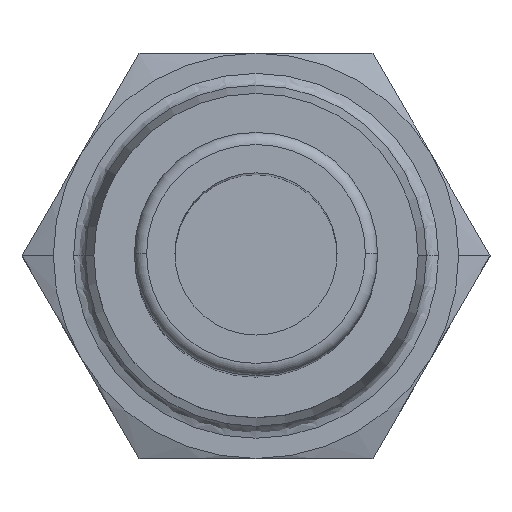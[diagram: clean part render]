
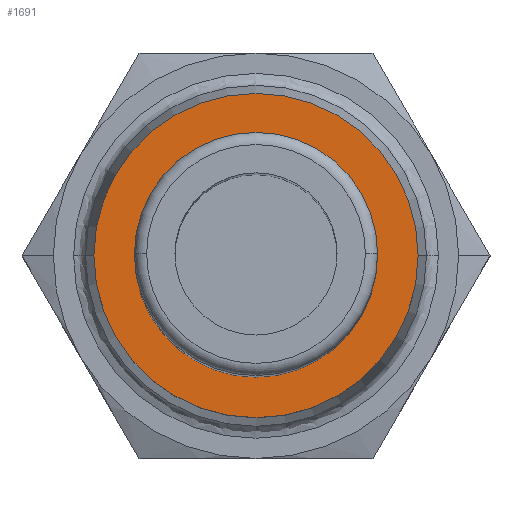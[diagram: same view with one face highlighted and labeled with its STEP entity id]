
A CAD part, top view. The second image highlights one B-rep face of the part: STEP entity #1691.
In plain terms, the highlighted planar face has unit normal (0, 0, 1).
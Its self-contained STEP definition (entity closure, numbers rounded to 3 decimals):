
#143=CARTESIAN_POINT('',(-4.0,0.0,-10.6));
#144=VERTEX_POINT('',#143);
#160=CARTESIAN_POINT('',(4.,0.,-10.6));
#161=VERTEX_POINT('',#160);
#168=CARTESIAN_POINT('',(0.,0.0,-10.6));
#169=DIRECTION('',(0.0,0.0,1.0));
#170=DIRECTION('',(-1.0,0.0,0.0));
#171=AXIS2_PLACEMENT_3D('',#168,#169,#170);
#172=CIRCLE('',#171,4.);
#173=EDGE_CURVE('',#144,#161,#172,.T.);
#183=CARTESIAN_POINT('',(-3.,0.0,-10.6));
#184=VERTEX_POINT('',#183);
#193=CARTESIAN_POINT('',(3.,0.,-10.6));
#194=VERTEX_POINT('',#193);
#195=CARTESIAN_POINT('',(0.,0.0,-10.6));
#196=DIRECTION('',(0.0,0.0,1.0));
#197=DIRECTION('',(-1.0,0.0,0.0));
#198=AXIS2_PLACEMENT_3D('',#195,#196,#197);
#199=CIRCLE('',#198,3.);
#200=EDGE_CURVE('',#184,#194,#199,.T.);
#1650=CARTESIAN_POINT('',(0.,0.0,-10.6));
#1651=DIRECTION('',(0.0,0.0,1.0));
#1652=DIRECTION('',(-1.0,0.0,0.0));
#1653=AXIS2_PLACEMENT_3D('',#1650,#1651,#1652);
#1654=CIRCLE('',#1653,3.);
#1655=EDGE_CURVE('',#194,#184,#1654,.T.);
#1666=CARTESIAN_POINT('',(0.,0.0,-10.6));
#1667=DIRECTION('',(0.0,0.0,1.0));
#1668=DIRECTION('',(-1.0,0.0,0.0));
#1669=AXIS2_PLACEMENT_3D('',#1666,#1667,#1668);
#1670=CIRCLE('',#1669,4.);
#1671=EDGE_CURVE('',#161,#144,#1670,.T.);
#1678=CARTESIAN_POINT('',(-3.5,0.0,-10.6));
#1679=DIRECTION('',(0.0,0.0,1.0));
#1680=DIRECTION('',(1.0,0.0,0.0));
#1681=AXIS2_PLACEMENT_3D('',#1678,#1679,#1680);
#1682=PLANE('',#1681);
#1683=ORIENTED_EDGE('',*,*,#173,.T.);
#1684=ORIENTED_EDGE('',*,*,#1671,.T.);
#1685=EDGE_LOOP('',(#1683,#1684));
#1686=FACE_OUTER_BOUND('',#1685,.T.);
#1687=ORIENTED_EDGE('',*,*,#200,.F.);
#1688=ORIENTED_EDGE('',*,*,#1655,.F.);
#1689=EDGE_LOOP('',(#1687,#1688));
#1690=FACE_BOUND('',#1689,.T.);
#1691=ADVANCED_FACE('',(#1686,#1690),#1682,.T.);
